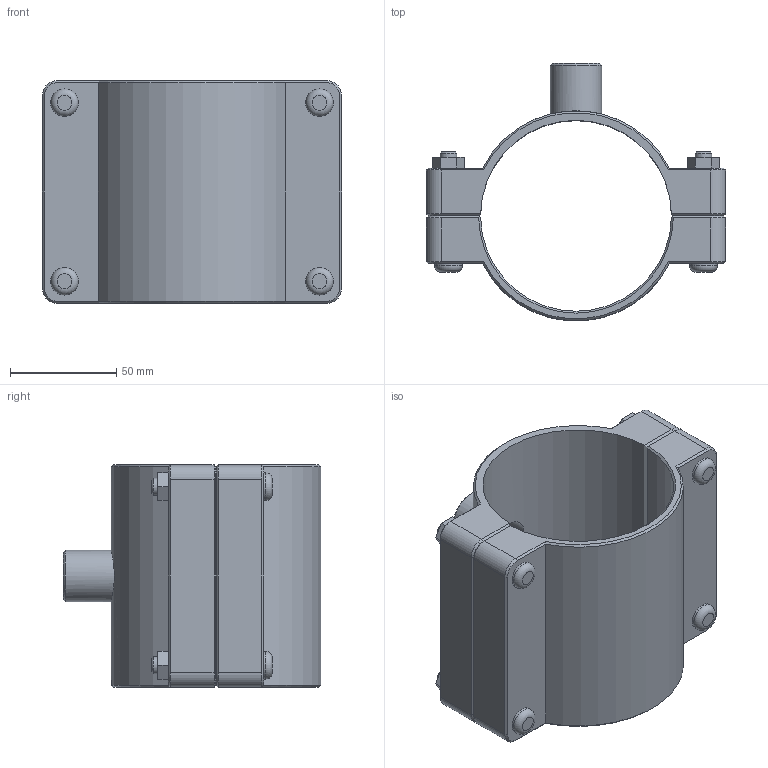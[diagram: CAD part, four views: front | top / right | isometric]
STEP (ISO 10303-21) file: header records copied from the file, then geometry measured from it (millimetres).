
FILE_DESCRIPTION(/* description */ ('PLASSON SADDLE 90-1/2"'),/* implementation_level */ '2;1');
FILE_NAME(/* name */ '160760090005_160860090005.ipt.stp',/* time_stamp */ '2017-06-18T09:25:09+03:00',/* author */ ('KIM'),/* organization */ (''),/* preprocessor_version */ 'ST-DEVELOPER v15.6',/* originating_system */ 'Autodesk Inventor 2015',/* authorisation */ '');
FILE_SCHEMA (('AUTOMOTIVE_DESIGN { 1 0 10303 214 3 1 1 }'));
Length unit declared in the file: millimetre
Products named in the file (1): 160760090005_160860090005
Bounding box: 141 x 121.32 x 105 mm (x, y, z)
Volume: 361066.4 mm3; surface area: 91850 mm2
Topology: 1 solids, 1 shells, 141 faces, 320 edges, 197 vertices
Faces by surface type: plane 82, cone 28, cylinder 27, torus 4
Full cylindrical faces by diameter (mm): 8 x4, 13 x8, 16 x1, 18.631 x1, 24.22 x1
Entity records: 3866 total; most frequent: CARTESIAN_POINT 749, DIRECTION 644, ORIENTED_EDGE 592, EDGE_CURVE 296, AXIS2_PLACEMENT_3D 228, VERTEX_POINT 197, EDGE_LOOP 189, LINE 188
